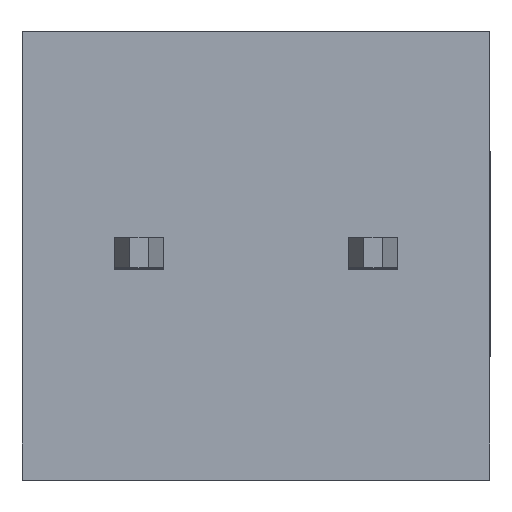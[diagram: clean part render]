
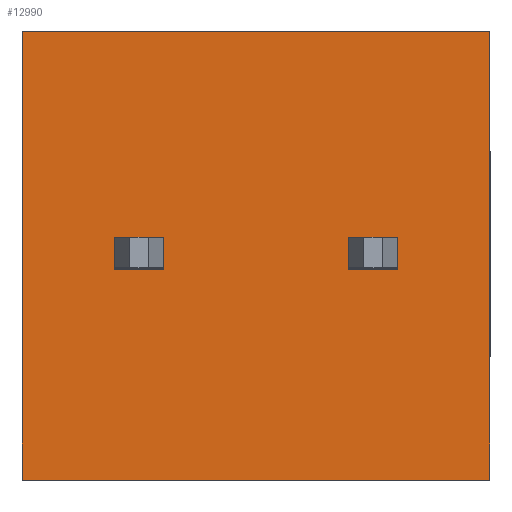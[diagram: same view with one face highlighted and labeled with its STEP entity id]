
A CAD part, top view. The second image highlights one B-rep face of the part: STEP entity #12990.
In plain terms, the highlighted planar face has unit normal (0, 0, 1).
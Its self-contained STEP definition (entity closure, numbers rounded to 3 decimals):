
#122=CARTESIAN_POINT('Line Origine',(11.03,-0.017,0.)) ;
#126=CARTESIAN_POINT('Vertex',(11.03,-0.277,0.)) ;
#128=CARTESIAN_POINT('Vertex',(11.03,0.243,0.)) ;
#172=CARTESIAN_POINT('Line Origine',(12.892,-0.277,0.)) ;
#176=CARTESIAN_POINT('Vertex',(11.83,-0.277,0.)) ;
#196=CARTESIAN_POINT('Line Origine',(11.83,-0.017,0.)) ;
#200=CARTESIAN_POINT('Vertex',(11.83,0.243,0.)) ;
#323=CARTESIAN_POINT('Line Origine',(9.965,0.243,0.)) ;
#340=CARTESIAN_POINT('Line Origine',(13.335,-0.05,0.)) ;
#344=CARTESIAN_POINT('Vertex',(13.335,3.6,0.)) ;
#346=CARTESIAN_POINT('Vertex',(13.335,-3.7,0.)) ;
#2339=CARTESIAN_POINT('Line Origine',(8.02,-0.017,0.)) ;
#2343=CARTESIAN_POINT('Vertex',(8.02,0.243,0.)) ;
#2345=CARTESIAN_POINT('Vertex',(8.02,-0.277,0.)) ;
#2398=CARTESIAN_POINT('Line Origine',(9.082,-0.277,0.)) ;
#2402=CARTESIAN_POINT('Vertex',(7.22,-0.277,0.)) ;
#2429=CARTESIAN_POINT('Line Origine',(7.22,-0.017,0.)) ;
#2433=CARTESIAN_POINT('Vertex',(7.22,0.243,0.)) ;
#2481=CARTESIAN_POINT('Line Origine',(6.155,0.243,0.)) ;
#12897=CARTESIAN_POINT('Line Origine',(9.525,3.6,0.)) ;
#12901=CARTESIAN_POINT('Vertex',(5.715,3.6,0.)) ;
#12934=CARTESIAN_POINT('Line Origine',(9.525,-3.7,0.)) ;
#12938=CARTESIAN_POINT('Vertex',(5.715,-3.7,0.)) ;
#12962=CARTESIAN_POINT('Axis2P3D Location',(-1.905,3.6,0.)) ;
#12967=CARTESIAN_POINT('Line Origine',(5.715,-0.05,0.)) ;
#123=DIRECTION('Vector Direction',(0.,1.,0.)) ;
#173=DIRECTION('Vector Direction',(-1.,0.,0.)) ;
#197=DIRECTION('Vector Direction',(0.,-1.,0.)) ;
#324=DIRECTION('Vector Direction',(1.,0.,0.)) ;
#341=DIRECTION('Vector Direction',(0.,-1.,0.)) ;
#2340=DIRECTION('Vector Direction',(0.,-1.,0.)) ;
#2399=DIRECTION('Vector Direction',(-1.,0.,0.)) ;
#2430=DIRECTION('Vector Direction',(0.,1.,0.)) ;
#2482=DIRECTION('Vector Direction',(1.,0.,0.)) ;
#12898=DIRECTION('Vector Direction',(1.,0.,0.)) ;
#12935=DIRECTION('Vector Direction',(1.,0.,0.)) ;
#12963=DIRECTION('Axis2P3D Direction',(0.,0.,1.)) ;
#12964=DIRECTION('Axis2P3D XDirection',(0.,-1.,0.)) ;
#12968=DIRECTION('Vector Direction',(0.,-1.,0.)) ;
#12965=AXIS2_PLACEMENT_3D('Plane Axis2P3D',#12962,#12963,#12964) ;
#12973=ORIENTED_EDGE('',*,*,#12940,.T.) ;
#12974=ORIENTED_EDGE('',*,*,#348,.F.) ;
#12975=ORIENTED_EDGE('',*,*,#12903,.F.) ;
#12976=ORIENTED_EDGE('',*,*,#12971,.T.) ;
#12979=ORIENTED_EDGE('',*,*,#202,.T.) ;
#12980=ORIENTED_EDGE('',*,*,#178,.T.) ;
#12981=ORIENTED_EDGE('',*,*,#130,.T.) ;
#12982=ORIENTED_EDGE('',*,*,#327,.T.) ;
#12985=ORIENTED_EDGE('',*,*,#2347,.T.) ;
#12986=ORIENTED_EDGE('',*,*,#2404,.T.) ;
#12987=ORIENTED_EDGE('',*,*,#2435,.T.) ;
#12988=ORIENTED_EDGE('',*,*,#2485,.T.) ;
#12983=FACE_BOUND('',#12978,.T.) ;
#12989=FACE_BOUND('',#12984,.T.) ;
#124=VECTOR('Line Direction',#123,1.) ;
#174=VECTOR('Line Direction',#173,1.) ;
#198=VECTOR('Line Direction',#197,1.) ;
#325=VECTOR('Line Direction',#324,1.) ;
#342=VECTOR('Line Direction',#341,1.) ;
#2341=VECTOR('Line Direction',#2340,1.) ;
#2400=VECTOR('Line Direction',#2399,1.) ;
#2431=VECTOR('Line Direction',#2430,1.) ;
#2483=VECTOR('Line Direction',#2482,1.) ;
#12899=VECTOR('Line Direction',#12898,1.) ;
#12936=VECTOR('Line Direction',#12935,1.) ;
#12969=VECTOR('Line Direction',#12968,1.) ;
#12990=ADVANCED_FACE('\X2\96F64EF651E04F554F53\X0\',(#12977,#12983,#12989),#12966,.T.) ;
#130=EDGE_CURVE('',#127,#129,#125,.T.) ;
#178=EDGE_CURVE('',#177,#127,#175,.T.) ;
#202=EDGE_CURVE('',#201,#177,#199,.T.) ;
#327=EDGE_CURVE('',#129,#201,#326,.T.) ;
#348=EDGE_CURVE('',#345,#347,#343,.T.) ;
#2347=EDGE_CURVE('',#2344,#2346,#2342,.T.) ;
#2404=EDGE_CURVE('',#2346,#2403,#2401,.T.) ;
#2435=EDGE_CURVE('',#2403,#2434,#2432,.T.) ;
#2485=EDGE_CURVE('',#2434,#2344,#2484,.T.) ;
#12903=EDGE_CURVE('',#12902,#345,#12900,.T.) ;
#12940=EDGE_CURVE('',#12939,#347,#12937,.T.) ;
#12971=EDGE_CURVE('',#12902,#12939,#12970,.T.) ;
#12972=EDGE_LOOP('',(#12973,#12974,#12975,#12976)) ;
#12978=EDGE_LOOP('',(#12979,#12980,#12981,#12982)) ;
#12984=EDGE_LOOP('',(#12985,#12986,#12987,#12988)) ;
#12977=FACE_OUTER_BOUND('',#12972,.T.) ;
#125=LINE('Line',#122,#124) ;
#175=LINE('Line',#172,#174) ;
#199=LINE('Line',#196,#198) ;
#326=LINE('Line',#323,#325) ;
#343=LINE('Line',#340,#342) ;
#2342=LINE('Line',#2339,#2341) ;
#2401=LINE('Line',#2398,#2400) ;
#2432=LINE('Line',#2429,#2431) ;
#2484=LINE('Line',#2481,#2483) ;
#12900=LINE('Line',#12897,#12899) ;
#12937=LINE('Line',#12934,#12936) ;
#12970=LINE('Line',#12967,#12969) ;
#12966=PLANE('Plane',#12965) ;
#127=VERTEX_POINT('',#126) ;
#129=VERTEX_POINT('',#128) ;
#177=VERTEX_POINT('',#176) ;
#201=VERTEX_POINT('',#200) ;
#345=VERTEX_POINT('',#344) ;
#347=VERTEX_POINT('',#346) ;
#2344=VERTEX_POINT('',#2343) ;
#2346=VERTEX_POINT('',#2345) ;
#2403=VERTEX_POINT('',#2402) ;
#2434=VERTEX_POINT('',#2433) ;
#12902=VERTEX_POINT('',#12901) ;
#12939=VERTEX_POINT('',#12938) ;
